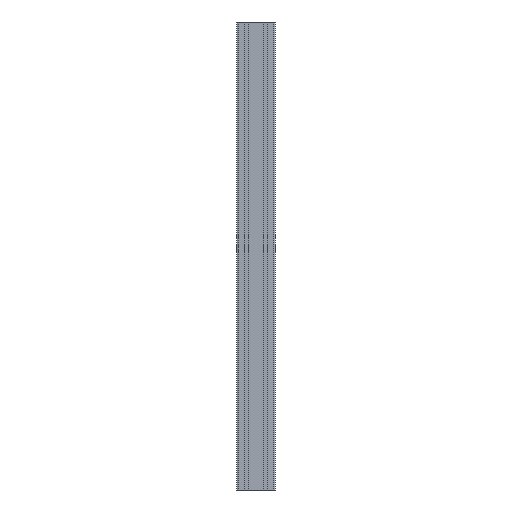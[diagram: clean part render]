
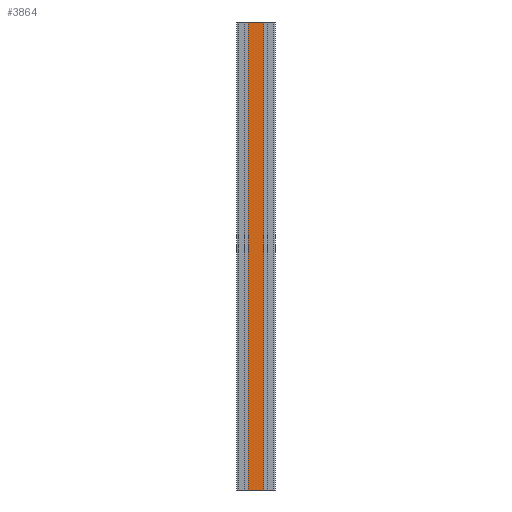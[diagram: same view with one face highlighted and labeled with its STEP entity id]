
A CAD part, front view. The second image highlights one B-rep face of the part: STEP entity #3864.
In plain terms, the highlighted planar face has unit normal (0, -1, 0).
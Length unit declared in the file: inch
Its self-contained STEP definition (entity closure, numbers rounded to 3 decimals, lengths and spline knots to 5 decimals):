
#285 = CARTESIAN_POINT ( 'NONE',  ( 0.59, -0.75, 18. ) ) ;
#548 = CARTESIAN_POINT ( 'NONE',  ( 0.59, -0.75, -18. ) ) ;
#549 = DIRECTION ( 'NONE',  ( 0., 0., 1. ) ) ;
#550 = DIRECTION ( 'NONE',  ( 0., 1., 0. ) ) ;
#559 = PLANE ( 'NONE',  #3741 ) ;
#566 = CARTESIAN_POINT ( 'NONE',  ( -0.59, -0.75, 18. ) ) ;
#567 = CARTESIAN_POINT ( 'NONE',  ( -0.59, -0.75, -18. ) ) ;
#1085 = CARTESIAN_POINT ( 'NONE',  ( -0.59, -0.75, 18. ) ) ;
#1156 = FACE_OUTER_BOUND ( 'NONE', #2224, .T. ) ;
#1290 = LINE ( 'NONE', #2762, #1295 ) ;
#1292 = LINE ( 'NONE', #2760, #1297 ) ;
#1295 = VECTOR ( 'NONE', #2759, 39.37008 ) ;
#1297 = VECTOR ( 'NONE', #2757, 39.37008 ) ;
#1435 = LINE ( 'NONE', #2970, #1436 ) ;
#1436 = VECTOR ( 'NONE', #2969, 39.37008 ) ;
#1705 = ORIENTED_EDGE ( 'NONE', *, *, #4077, .T. ) ;
#1706 = ORIENTED_EDGE ( 'NONE', *, *, #4140, .T. ) ;
#1831 = ORIENTED_EDGE ( 'NONE', *, *, #4076, .F. ) ;
#1888 = ORIENTED_EDGE ( 'NONE', *, *, #3978, .F. ) ;
#2224 = EDGE_LOOP ( 'NONE', ( #1706, #1831, #1888, #1705 ) ) ;
#2628 = DIRECTION ( 'NONE',  ( 1., 0., 0. ) ) ;
#2629 = CARTESIAN_POINT ( 'NONE',  ( -0.59, -0.75, -18. ) ) ;
#2757 = DIRECTION ( 'NONE',  ( 0., 0., -1. ) ) ;
#2759 = DIRECTION ( 'NONE',  ( 0., 0., -1. ) ) ;
#2760 = CARTESIAN_POINT ( 'NONE',  ( -0.59, -0.75, 18. ) ) ;
#2762 = CARTESIAN_POINT ( 'NONE',  ( 0.59, -0.75, 18. ) ) ;
#2969 = DIRECTION ( 'NONE',  ( 1., 0., 0. ) ) ;
#2970 = CARTESIAN_POINT ( 'NONE',  ( -0.59, -0.75, 18. ) ) ;
#2986 = VERTEX_POINT ( 'NONE', #567 ) ;
#2993 = VERTEX_POINT ( 'NONE', #548 ) ;
#3086 = VERTEX_POINT ( 'NONE', #285 ) ;
#3178 = VERTEX_POINT ( 'NONE', #1085 ) ;
#3273 = LINE ( 'NONE', #2629, #3274 ) ;
#3274 = VECTOR ( 'NONE', #2628, 39.37008 ) ;
#3741 = AXIS2_PLACEMENT_3D ( 'NONE', #566, #550, #549 ) ;
#3864 = ADVANCED_FACE ( 'NONE', ( #1156 ), #559, .F. ) ;
#3978 = EDGE_CURVE ( 'NONE', #3178, #3086, #1435, .T. ) ;
#4076 = EDGE_CURVE ( 'NONE', #3086, #2993, #1290, .T. ) ;
#4077 = EDGE_CURVE ( 'NONE', #3178, #2986, #1292, .T. ) ;
#4140 = EDGE_CURVE ( 'NONE', #2986, #2993, #3273, .T. ) ;
